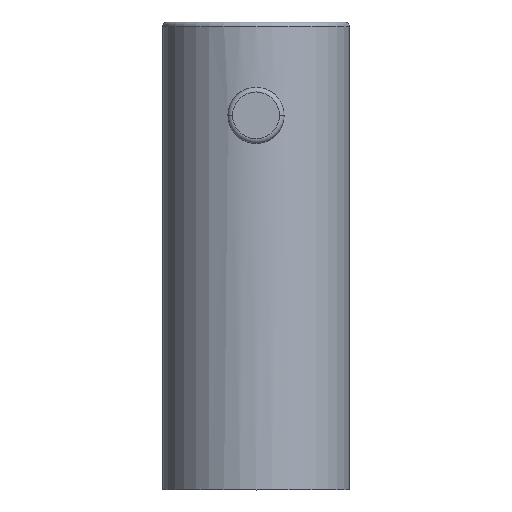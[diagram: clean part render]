
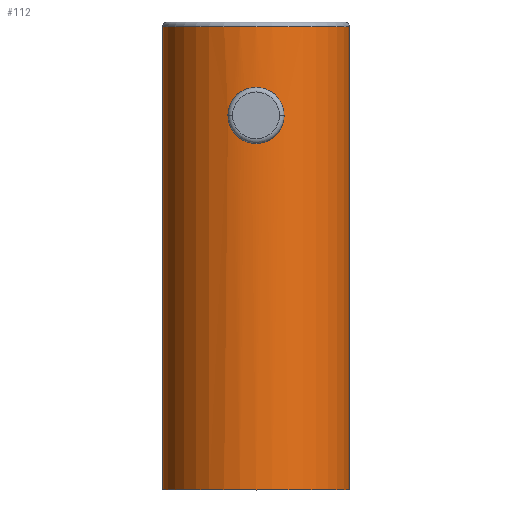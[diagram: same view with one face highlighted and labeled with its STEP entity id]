
A CAD part, top view. The second image highlights one B-rep face of the part: STEP entity #112.
In plain terms, the highlighted cylindrical face has radius 10 mm (diameter 20 mm), a partial arc.
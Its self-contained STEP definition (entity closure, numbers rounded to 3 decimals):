
#31=CARTESIAN_POINT('Axis2P3D Location',(0.,25.,0.)) ;
#36=CARTESIAN_POINT('Line Origine',(-10.,25.,0.)) ;
#40=CARTESIAN_POINT('Vertex',(-10.,0.,0.)) ;
#42=CARTESIAN_POINT('Vertex',(-10.,49.5,0.)) ;
#45=CARTESIAN_POINT('Axis2P3D Location',(0.,0.,0.)) ;
#49=CARTESIAN_POINT('Vertex',(10.,0.,0.)) ;
#52=CARTESIAN_POINT('Line Origine',(10.,25.,0.)) ;
#56=CARTESIAN_POINT('Vertex',(10.,49.5,0.)) ;
#59=CARTESIAN_POINT('Axis2P3D Location',(0.,49.5,0.)) ;
#71=CARTESIAN_POINT('Control Point',(3.,40.,9.539)) ;
#72=CARTESIAN_POINT('Control Point',(3.,40.558,9.539)) ;
#73=CARTESIAN_POINT('Control Point',(2.87,41.116,9.58)) ;
#74=CARTESIAN_POINT('Control Point',(2.611,41.628,9.662)) ;
#75=CARTESIAN_POINT('Control Point',(2.024,42.33,9.811)) ;
#76=CARTESIAN_POINT('Control Point',(1.232,42.768,9.931)) ;
#77=CARTESIAN_POINT('Control Point',(0.906,42.891,9.968)) ;
#78=CARTESIAN_POINT('Control Point',(0.006,43.09,10.027)) ;
#79=CARTESIAN_POINT('Control Point',(-0.922,42.942,9.983)) ;
#80=CARTESIAN_POINT('Control Point',(-1.461,42.712,9.911)) ;
#81=CARTESIAN_POINT('Control Point',(-2.27,42.113,9.752)) ;
#82=CARTESIAN_POINT('Control Point',(-2.775,41.253,9.61)) ;
#83=CARTESIAN_POINT('Control Point',(-2.925,40.849,9.563)) ;
#84=CARTESIAN_POINT('Control Point',(-3.,40.424,9.539)) ;
#85=CARTESIAN_POINT('Control Point',(-3.,40.,9.539)) ;
#86=CARTESIAN_POINT('Vertex',(3.,40.,9.539)) ;
#88=CARTESIAN_POINT('Vertex',(-3.,40.,9.539)) ;
#92=CARTESIAN_POINT('Control Point',(-3.,40.,9.539)) ;
#93=CARTESIAN_POINT('Control Point',(-3.,39.442,9.539)) ;
#94=CARTESIAN_POINT('Control Point',(-2.87,38.884,9.58)) ;
#95=CARTESIAN_POINT('Control Point',(-2.611,38.372,9.662)) ;
#96=CARTESIAN_POINT('Control Point',(-2.024,37.67,9.811)) ;
#97=CARTESIAN_POINT('Control Point',(-1.232,37.232,9.931)) ;
#98=CARTESIAN_POINT('Control Point',(-0.906,37.109,9.968)) ;
#99=CARTESIAN_POINT('Control Point',(-0.006,36.91,10.027)) ;
#100=CARTESIAN_POINT('Control Point',(0.922,37.058,9.983)) ;
#101=CARTESIAN_POINT('Control Point',(1.461,37.288,9.911)) ;
#102=CARTESIAN_POINT('Control Point',(2.27,37.887,9.752)) ;
#103=CARTESIAN_POINT('Control Point',(2.775,38.747,9.61)) ;
#104=CARTESIAN_POINT('Control Point',(2.925,39.151,9.563)) ;
#105=CARTESIAN_POINT('Control Point',(3.,39.576,9.539)) ;
#106=CARTESIAN_POINT('Control Point',(3.,40.,9.539)) ;
#38=VECTOR('Line Direction',#37,1.) ;
#54=VECTOR('Line Direction',#53,1.) ;
#32=DIRECTION('Axis2P3D Direction',(0.,1.,0.)) ;
#33=DIRECTION('Axis2P3D XDirection',(-1.,0.,0.)) ;
#37=DIRECTION('Vector Direction',(0.,1.,0.)) ;
#46=DIRECTION('Axis2P3D Direction',(0.,1.,0.)) ;
#53=DIRECTION('Vector Direction',(0.,1.,0.)) ;
#60=DIRECTION('Axis2P3D Direction',(0.,1.,0.)) ;
#34=AXIS2_PLACEMENT_3D('Cylinder Axis2P3D',#31,#32,#33) ;
#47=AXIS2_PLACEMENT_3D('Circle Axis2P3D',#45,#46,$) ;
#61=AXIS2_PLACEMENT_3D('Circle Axis2P3D',#59,#60,$) ;
#39=LINE('Line',#36,#38) ;
#55=LINE('Line',#52,#54) ;
#48=CIRCLE('generated circle',#47,10.) ;
#62=CIRCLE('generated circle',#61,10.) ;
#35=CYLINDRICAL_SURFACE('generated cylinder',#34,10.) ;
#111=FACE_BOUND('',#108,.T.) ;
#44=EDGE_CURVE('',#41,#43,#39,.T.) ;
#51=EDGE_CURVE('',#41,#50,#48,.T.) ;
#58=EDGE_CURVE('',#50,#57,#55,.T.) ;
#63=EDGE_CURVE('',#43,#57,#62,.T.) ;
#90=EDGE_CURVE('',#87,#89,#70,.T.) ;
#107=EDGE_CURVE('',#89,#87,#91,.T.) ;
#65=ORIENTED_EDGE('',*,*,#44,.F.) ;
#66=ORIENTED_EDGE('',*,*,#51,.T.) ;
#67=ORIENTED_EDGE('',*,*,#58,.T.) ;
#68=ORIENTED_EDGE('',*,*,#63,.F.) ;
#109=ORIENTED_EDGE('',*,*,#90,.F.) ;
#110=ORIENTED_EDGE('',*,*,#107,.F.) ;
#64=EDGE_LOOP('',(#65,#66,#67,#68)) ;
#108=EDGE_LOOP('',(#109,#110)) ;
#41=VERTEX_POINT('',#40) ;
#43=VERTEX_POINT('',#42) ;
#50=VERTEX_POINT('',#49) ;
#57=VERTEX_POINT('',#56) ;
#87=VERTEX_POINT('',#86) ;
#89=VERTEX_POINT('',#88) ;
#112=ADVANCED_FACE('PartBody',(#69,#111),#35,.T.) ;
#70=B_SPLINE_CURVE_WITH_KNOTS('',5,(#71,#72,#73,#74,#75,#76,#77,#78,#79,#80,#81,#82,#83,#84,#85),.UNSPECIFIED.,.F.,.U.,(6,3,3,3,6),(0.,3.947,6.39,10.405,13.407),.UNSPECIFIED.) ;
#91=B_SPLINE_CURVE_WITH_KNOTS('',5,(#92,#93,#94,#95,#96,#97,#98,#99,#100,#101,#102,#103,#104,#105,#106),.UNSPECIFIED.,.F.,.U.,(6,3,3,3,6),(0.,3.947,6.39,10.405,13.407),.UNSPECIFIED.) ;
#69=FACE_OUTER_BOUND('',#64,.T.) ;
